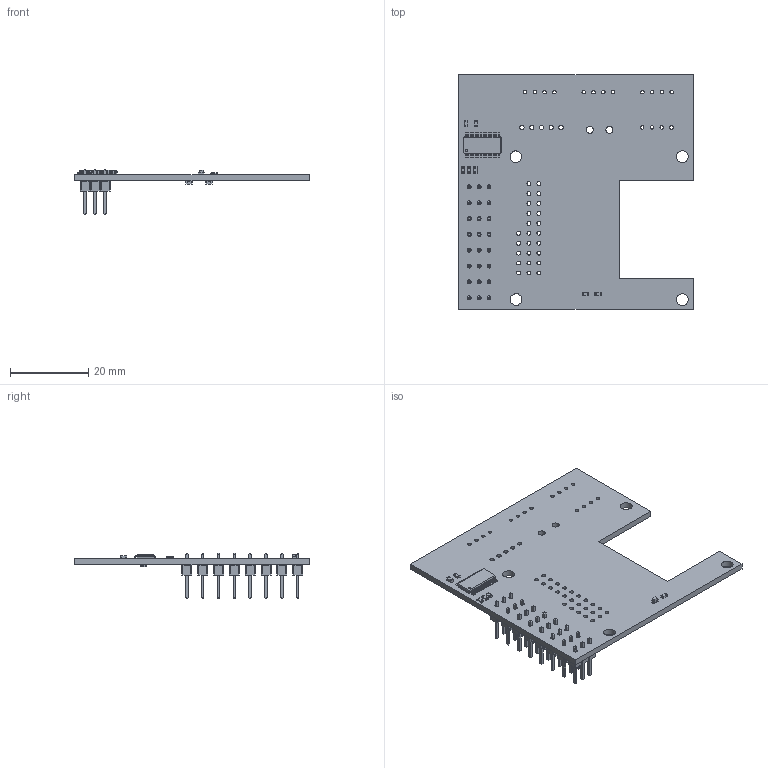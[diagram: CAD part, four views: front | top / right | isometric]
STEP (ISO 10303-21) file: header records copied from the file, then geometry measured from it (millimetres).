
FILE_DESCRIPTION(('KiCad electronic assembly'),'2;1');
FILE_NAME('attachmentBoardV23.STEP','2023-11-02T19:20:52',('Pcbnew'),( 'Kicad'),'Open CASCADE STEP processor 7.7','KiCad to STEP converter' ,'Unknown');
FILE_SCHEMA(('AUTOMOTIVE_DESIGN { 1 0 10303 214 1 1 1 1 }'));
Length unit declared in the file: millimetre
Products named in the file (12): attachmentBoardV23 1; TSSOP-28_4.4x9.7mm_P0.65mm; SOLID; C_0603_1608Metric; R_0603_1608Metric; LED_0603_1608Metric; PinHeader_1x03_P2.54mm_Vertical; attachmentBoard PCB
Assembly tree (26 placements, depth 3):
  attachmentBoardV23 1
    TSSOP-28_4.4x9.7mm_P0.65mm
      SOLID
    C_0603_1608Metric  x3
      SOLID
    R_0603_1608Metric  x7
      SOLID
    LED_0603_1608Metric
      SOLID
    PinHeader_1x03_P2.54mm_Vertical  x8
      SOLID
    attachmentBoard PCB
Bounding box: 60.1 x 60 x 11.54 mm (x, y, z)
Volume: 5332.5 mm3; surface area: 8406.9 mm2
Topology: 21 solids, 21 shells, 1466 faces, 3740 edges, 2372 vertices
Faces by surface type: plane 1125, cylinder 289, bspline 52
Full cylindrical faces by diameter (mm): 0.5 x1, 0.9 x16, 1 x49, 1.1 x5, 1.8 x2, 3 x4
Entity records: 53239 total; most frequent: CARTESIAN_POINT 9975, DIRECTION 7157, LINE 4754, VECTOR 4754, ORIENTED_EDGE 3856, PCURVE 3856, DEFINITIONAL_REPRESENTATION 3856, EDGE_CURVE 1928
